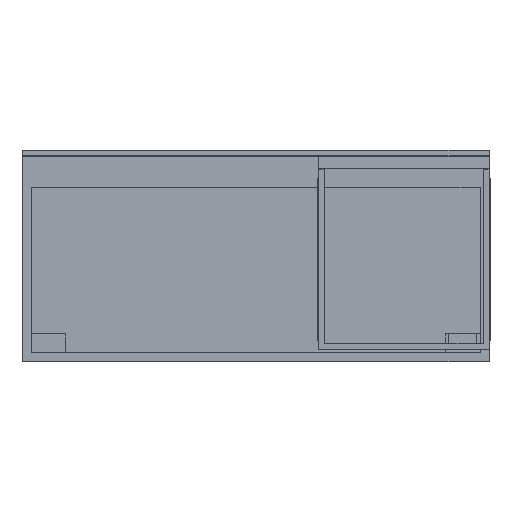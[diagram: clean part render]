
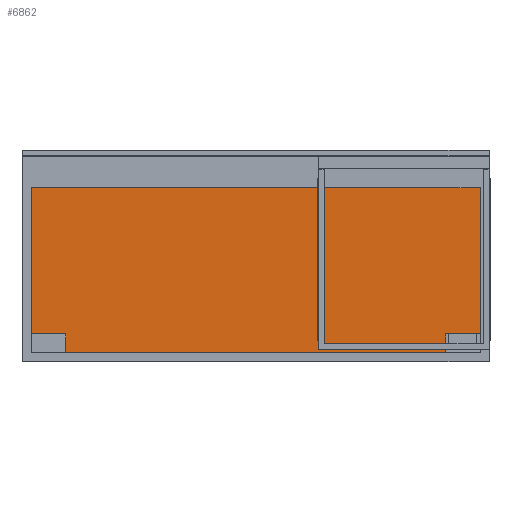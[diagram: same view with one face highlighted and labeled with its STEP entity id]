
A CAD part, front view. The second image highlights one B-rep face of the part: STEP entity #6862.
In plain terms, the highlighted planar face has unit normal (0, -1, 0).
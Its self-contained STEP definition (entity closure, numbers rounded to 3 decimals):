
#310 = VERTEX_POINT ( 'NONE', #7236 ) ;
#324 = DIRECTION ( 'NONE',  ( 0., 1., 0. ) ) ;
#525 = LINE ( 'NONE', #5660, #9111 ) ;
#961 = CARTESIAN_POINT ( 'NONE',  ( 610., 0.8, -630. ) ) ;
#1047 = DIRECTION ( 'NONE',  ( -1., 0., 0. ) ) ;
#1057 = VECTOR ( 'NONE', #9143, 1000. ) ;
#1089 = VECTOR ( 'NONE', #1047, 1000. ) ;
#1274 = VERTEX_POINT ( 'NONE', #3036 ) ;
#1423 = VECTOR ( 'NONE', #5667, 1000. ) ;
#1811 = CARTESIAN_POINT ( 'NONE',  ( -610., 0.8, -630. ) ) ;
#1823 = CARTESIAN_POINT ( 'NONE',  ( -610., 0.8, -570. ) ) ;
#1986 = ORIENTED_EDGE ( 'NONE', *, *, #8384, .T. ) ;
#3036 = CARTESIAN_POINT ( 'NONE',  ( -720., 0.8, -570. ) ) ;
#3284 = LINE ( 'NONE', #11877, #8704 ) ;
#3718 = LINE ( 'NONE', #5921, #1057 ) ;
#3722 = ORIENTED_EDGE ( 'NONE', *, *, #5190, .T. ) ;
#3728 = LINE ( 'NONE', #6763, #1423 ) ;
#3886 = VECTOR ( 'NONE', #12913, 1000. ) ;
#4178 = EDGE_CURVE ( 'NONE', #8978, #1274, #3728, .T. ) ;
#4687 = DIRECTION ( 'NONE',  ( 1., 0., 0. ) ) ;
#4899 = ORIENTED_EDGE ( 'NONE', *, *, #9735, .F. ) ;
#5005 = ORIENTED_EDGE ( 'NONE', *, *, #8033, .T. ) ;
#5088 = LINE ( 'NONE', #9336, #1089 ) ;
#5190 = EDGE_CURVE ( 'NONE', #6959, #10707, #525, .T. ) ;
#5372 = EDGE_CURVE ( 'NONE', #6959, #8978, #12253, .T. ) ;
#5392 = CARTESIAN_POINT ( 'NONE',  ( 0., 0.8, 0. ) ) ;
#5416 = DIRECTION ( 'NONE',  ( 0., 0., 1. ) ) ;
#5660 = CARTESIAN_POINT ( 'NONE',  ( -720., 0.8, -630. ) ) ;
#5667 = DIRECTION ( 'NONE',  ( -1., 0., 0. ) ) ;
#5921 = CARTESIAN_POINT ( 'NONE',  ( -720., 0.8, -630. ) ) ;
#6059 = DIRECTION ( 'NONE',  ( 0., 0., 1. ) ) ;
#6094 = CARTESIAN_POINT ( 'NONE',  ( 720., 0.8, -570. ) ) ;
#6353 = EDGE_CURVE ( 'NONE', #7186, #10707, #8210, .T. ) ;
#6417 = PLANE ( 'NONE',  #8260 ) ;
#6499 = VECTOR ( 'NONE', #9383, 1000. ) ;
#6679 = ORIENTED_EDGE ( 'NONE', *, *, #6353, .F. ) ;
#6763 = CARTESIAN_POINT ( 'NONE',  ( -720., 0.8, -570. ) ) ;
#6862 = ADVANCED_FACE ( 'NONE', ( #9703 ), #6417, .F. ) ;
#6959 = VERTEX_POINT ( 'NONE', #11134 ) ;
#7186 = VERTEX_POINT ( 'NONE', #7479 ) ;
#7236 = CARTESIAN_POINT ( 'NONE',  ( -720., 0.8, -101. ) ) ;
#7405 = LINE ( 'NONE', #7472, #3886 ) ;
#7472 = CARTESIAN_POINT ( 'NONE',  ( -720., 0.8, -101. ) ) ;
#7479 = CARTESIAN_POINT ( 'NONE',  ( 610., 0.8, -570. ) ) ;
#8033 = EDGE_CURVE ( 'NONE', #310, #1274, #3718, .T. ) ;
#8210 = LINE ( 'NONE', #961, #6499 ) ;
#8235 = VECTOR ( 'NONE', #6059, 1000. ) ;
#8260 = AXIS2_PLACEMENT_3D ( 'NONE', #5392, #324, #12744 ) ;
#8366 = EDGE_CURVE ( 'NONE', #12916, #13522, #3284, .T. ) ;
#8384 = EDGE_CURVE ( 'NONE', #13522, #310, #7405, .T. ) ;
#8704 = VECTOR ( 'NONE', #5416, 1000. ) ;
#8978 = VERTEX_POINT ( 'NONE', #1823 ) ;
#9111 = VECTOR ( 'NONE', #4687, 1000. ) ;
#9143 = DIRECTION ( 'NONE',  ( 0., 0., -1. ) ) ;
#9187 = ORIENTED_EDGE ( 'NONE', *, *, #5372, .F. ) ;
#9336 = CARTESIAN_POINT ( 'NONE',  ( 720., 0.8, -570. ) ) ;
#9383 = DIRECTION ( 'NONE',  ( 0., 0., -1. ) ) ;
#9490 = CARTESIAN_POINT ( 'NONE',  ( 610., 0.8, -630. ) ) ;
#9642 = ORIENTED_EDGE ( 'NONE', *, *, #4178, .F. ) ;
#9703 = FACE_OUTER_BOUND ( 'NONE', #13438, .T. ) ;
#9735 = EDGE_CURVE ( 'NONE', #12916, #7186, #5088, .T. ) ;
#10304 = ORIENTED_EDGE ( 'NONE', *, *, #8366, .T. ) ;
#10707 = VERTEX_POINT ( 'NONE', #9490 ) ;
#11134 = CARTESIAN_POINT ( 'NONE',  ( -610., 0.8, -630. ) ) ;
#11877 = CARTESIAN_POINT ( 'NONE',  ( 720., 0.8, -630. ) ) ;
#12253 = LINE ( 'NONE', #1811, #8235 ) ;
#12744 = DIRECTION ( 'NONE',  ( 0., 0., 1. ) ) ;
#12913 = DIRECTION ( 'NONE',  ( -1., 0., 0. ) ) ;
#12916 = VERTEX_POINT ( 'NONE', #6094 ) ;
#13140 = CARTESIAN_POINT ( 'NONE',  ( 720., 0.8, -101. ) ) ;
#13438 = EDGE_LOOP ( 'NONE', ( #9187, #3722, #6679, #4899, #10304, #1986, #5005, #9642 ) ) ;
#13522 = VERTEX_POINT ( 'NONE', #13140 ) ;
